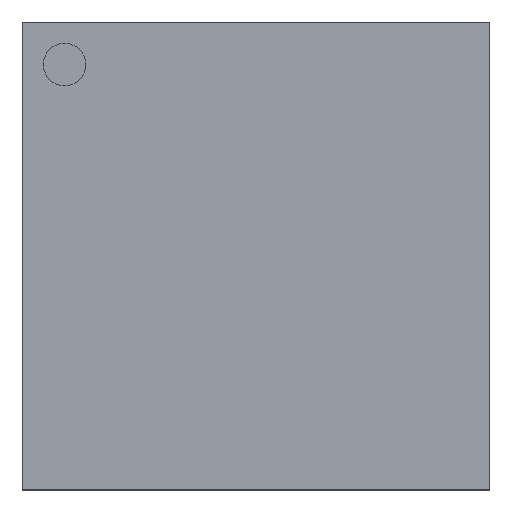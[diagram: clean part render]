
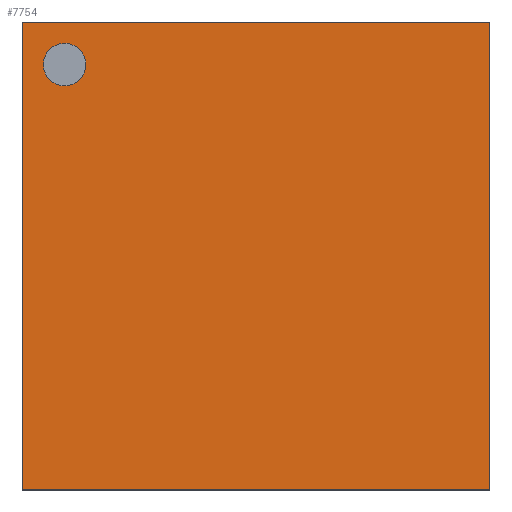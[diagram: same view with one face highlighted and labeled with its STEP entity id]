
A CAD part, top view. The second image highlights one B-rep face of the part: STEP entity #7754.
In plain terms, the highlighted planar face has unit normal (0, 0, 1).
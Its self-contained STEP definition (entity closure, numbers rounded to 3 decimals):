
#7544=CARTESIAN_POINT('',(-2.0,2.25,0.6));
#7545=VERTEX_POINT('',#7544);
#7554=CARTESIAN_POINT('',(-2.5,2.25,0.6));
#7555=VERTEX_POINT('',#7554);
#7556=CARTESIAN_POINT('',(-2.25,2.25,0.6));
#7557=DIRECTION('',(0.0,0.0,-1.0));
#7558=DIRECTION('',(1.0,0.0,0.0));
#7559=AXIS2_PLACEMENT_3D('',#7556,#7557,#7558);
#7560=CIRCLE('',#7559,0.25);
#7561=EDGE_CURVE('',#7555,#7545,#7560,.T.);
#7595=CARTESIAN_POINT('',(-2.25,2.25,0.6));
#7596=DIRECTION('',(0.0,0.0,-1.0));
#7597=DIRECTION('',(1.0,0.0,0.0));
#7598=AXIS2_PLACEMENT_3D('',#7595,#7596,#7597);
#7599=CIRCLE('',#7598,0.25);
#7600=EDGE_CURVE('',#7545,#7555,#7599,.T.);
#7620=CARTESIAN_POINT('',(2.75,2.75,0.6));
#7621=VERTEX_POINT('',#7620);
#7622=CARTESIAN_POINT('',(2.75,-2.75,0.6));
#7623=VERTEX_POINT('',#7622);
#7624=CARTESIAN_POINT('',(2.75,2.75,0.6));
#7625=DIRECTION('',(0.0,-1.0,0.0));
#7626=VECTOR('',#7625,5.5);
#7627=LINE('',#7624,#7626);
#7628=EDGE_CURVE('',#7621,#7623,#7627,.T.);
#7660=CARTESIAN_POINT('',(-2.75,-2.75,0.6));
#7661=VERTEX_POINT('',#7660);
#7662=CARTESIAN_POINT('',(2.75,-2.75,0.6));
#7663=DIRECTION('',(-1.0,0.0,0.0));
#7664=VECTOR('',#7663,5.5);
#7665=LINE('',#7662,#7664);
#7666=EDGE_CURVE('',#7623,#7661,#7665,.T.);
#7691=CARTESIAN_POINT('',(-2.75,2.75,0.6));
#7692=VERTEX_POINT('',#7691);
#7693=CARTESIAN_POINT('',(-2.75,-2.75,0.6));
#7694=DIRECTION('',(0.0,1.0,0.0));
#7695=VECTOR('',#7694,5.5);
#7696=LINE('',#7693,#7695);
#7697=EDGE_CURVE('',#7661,#7692,#7696,.T.);
#7722=CARTESIAN_POINT('',(-2.75,2.75,0.6));
#7723=DIRECTION('',(1.0,0.0,0.0));
#7724=VECTOR('',#7723,5.5);
#7725=LINE('',#7722,#7724);
#7726=EDGE_CURVE('',#7692,#7621,#7725,.T.);
#7739=CARTESIAN_POINT('',(0.0,0.,0.6));
#7740=DIRECTION('',(0.0,0.0,1.0));
#7741=DIRECTION('',(1.0,0.0,0.0));
#7742=AXIS2_PLACEMENT_3D('',#7739,#7740,#7741);
#7743=PLANE('',#7742);
#7744=ORIENTED_EDGE('',*,*,#7628,.F.);
#7745=ORIENTED_EDGE('',*,*,#7726,.F.);
#7746=ORIENTED_EDGE('',*,*,#7697,.F.);
#7747=ORIENTED_EDGE('',*,*,#7666,.F.);
#7748=EDGE_LOOP('',(#7744,#7745,#7746,#7747));
#7749=FACE_OUTER_BOUND('',#7748,.T.);
#7750=ORIENTED_EDGE('',*,*,#7600,.T.);
#7751=ORIENTED_EDGE('',*,*,#7561,.T.);
#7752=EDGE_LOOP('',(#7750,#7751));
#7753=FACE_BOUND('',#7752,.T.);
#7754=ADVANCED_FACE('',(#7749,#7753),#7743,.T.);
